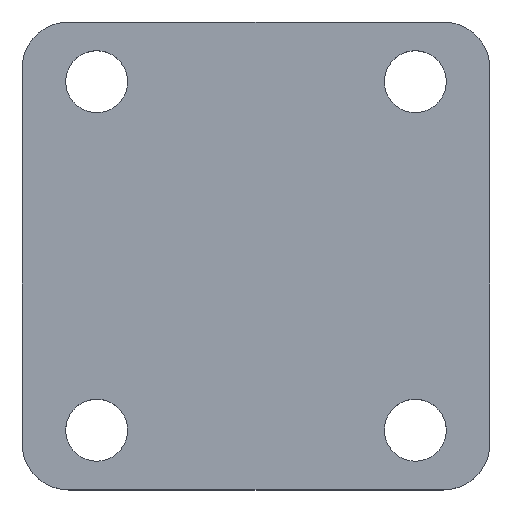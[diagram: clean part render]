
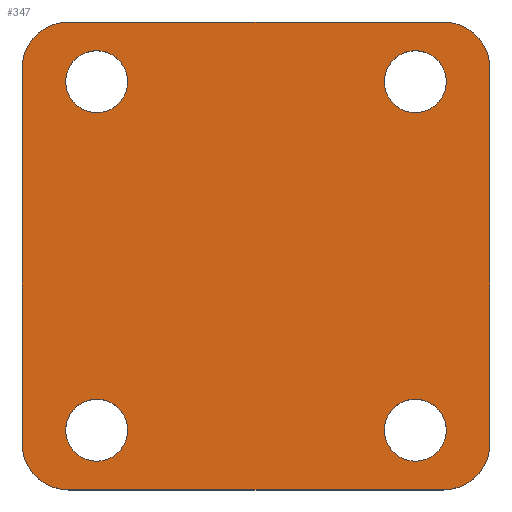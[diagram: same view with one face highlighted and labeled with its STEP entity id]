
A CAD part, top view. The second image highlights one B-rep face of the part: STEP entity #347.
In plain terms, the highlighted planar face has unit normal (0, 0, 1).
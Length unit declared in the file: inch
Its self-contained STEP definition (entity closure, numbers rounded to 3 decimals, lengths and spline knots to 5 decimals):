
#2 = CARTESIAN_POINT ( 'NONE',  ( -0.47638, -0.59449, 0.09843 ) ) ;
#14 = AXIS2_PLACEMENT_3D ( 'NONE', #382, #579, #635 ) ;
#25 = EDGE_CURVE ( 'NONE', #611, #637, #424, .T. ) ;
#30 = CARTESIAN_POINT ( 'NONE',  ( 0.47638, -0.59449, 0.09843 ) ) ;
#32 = LINE ( 'NONE', #195, #601 ) ;
#33 = CARTESIAN_POINT ( 'NONE',  ( 0.40492, -0.44291, 0.09843 ) ) ;
#35 = CIRCLE ( 'NONE', #566, 0.11811 ) ;
#44 = PLANE ( 'NONE',  #164 ) ;
#48 = CARTESIAN_POINT ( 'NONE',  ( -0.48366, 0.44291, 0.09843 ) ) ;
#51 = CARTESIAN_POINT ( 'NONE',  ( -0.40492, -0.44291, 0.09843 ) ) ;
#54 = CIRCLE ( 'NONE', #373, 0.07874 ) ;
#55 = VECTOR ( 'NONE', #546, 39.37008 ) ;
#62 = DIRECTION ( 'NONE',  ( 0., 0., 1. ) ) ;
#64 = FACE_OUTER_BOUND ( 'NONE', #494, .T. ) ;
#75 = EDGE_CURVE ( 'NONE', #536, #244, #289, .T. ) ;
#76 = VECTOR ( 'NONE', #466, 39.37008 ) ;
#77 = VERTEX_POINT ( 'NONE', #412 ) ;
#79 = CARTESIAN_POINT ( 'NONE',  ( -0.32618, 0.44291, 0.09843 ) ) ;
#96 = ORIENTED_EDGE ( 'NONE', *, *, #422, .F. ) ;
#98 = LINE ( 'NONE', #154, #76 ) ;
#105 = AXIS2_PLACEMENT_3D ( 'NONE', #484, #465, #605 ) ;
#106 = CARTESIAN_POINT ( 'NONE',  ( -0.59449, -0.59449, 0.09843 ) ) ;
#109 = CARTESIAN_POINT ( 'NONE',  ( 0.40492, -0.44291, 0.09843 ) ) ;
#110 = AXIS2_PLACEMENT_3D ( 'NONE', #51, #552, #500 ) ;
#111 = EDGE_CURVE ( 'NONE', #131, #448, #168, .T. ) ;
#118 = FACE_BOUND ( 'NONE', #571, .T. ) ;
#121 = DIRECTION ( 'NONE',  ( 1., 0., 0. ) ) ;
#122 = EDGE_LOOP ( 'NONE', ( #96, #569 ) ) ;
#124 = CIRCLE ( 'NONE', #393, 0.07874 ) ;
#131 = VERTEX_POINT ( 'NONE', #607 ) ;
#136 = CIRCLE ( 'NONE', #14, 0.07874 ) ;
#150 = VERTEX_POINT ( 'NONE', #506 ) ;
#151 = CARTESIAN_POINT ( 'NONE',  ( 0.48366, 0.44291, 0.09843 ) ) ;
#154 = CARTESIAN_POINT ( 'NONE',  ( 0.59449, -0.59449, 0.09843 ) ) ;
#161 = CARTESIAN_POINT ( 'NONE',  ( -0.48366, -0.44291, 0.09843 ) ) ;
#164 = AXIS2_PLACEMENT_3D ( 'NONE', #647, #305, #276 ) ;
#168 = CIRCLE ( 'NONE', #396, 0.07874 ) ;
#169 = DIRECTION ( 'NONE',  ( 0., 0., 1. ) ) ;
#193 = CARTESIAN_POINT ( 'NONE',  ( 0.48366, -0.44291, 0.09843 ) ) ;
#195 = CARTESIAN_POINT ( 'NONE',  ( -0.59449, 0.59449, 0.09843 ) ) ;
#196 = CIRCLE ( 'NONE', #588, 0.07874 ) ;
#200 = VERTEX_POINT ( 'NONE', #338 ) ;
#204 = DIRECTION ( 'NONE',  ( 0., 0., 1. ) ) ;
#208 = CARTESIAN_POINT ( 'NONE',  ( -0.47638, 0.59449, 0.09843 ) ) ;
#211 = CARTESIAN_POINT ( 'NONE',  ( 0.40492, 0.44291, 0.09843 ) ) ;
#217 = CIRCLE ( 'NONE', #474, 0.07874 ) ;
#220 = EDGE_CURVE ( 'NONE', #448, #131, #196, .T. ) ;
#227 = ORIENTED_EDGE ( 'NONE', *, *, #508, .F. ) ;
#229 = CARTESIAN_POINT ( 'NONE',  ( 0.40492, 0.44291, 0.09843 ) ) ;
#232 = EDGE_CURVE ( 'NONE', #77, #416, #342, .T. ) ;
#236 = ORIENTED_EDGE ( 'NONE', *, *, #111, .F. ) ;
#244 = VERTEX_POINT ( 'NONE', #161 ) ;
#245 = CARTESIAN_POINT ( 'NONE',  ( 0.59449, -0.47638, 0.09843 ) ) ;
#247 = VERTEX_POINT ( 'NONE', #392 ) ;
#248 = VERTEX_POINT ( 'NONE', #151 ) ;
#253 = LINE ( 'NONE', #440, #413 ) ;
#261 = FACE_BOUND ( 'NONE', #366, .T. ) ;
#263 = DIRECTION ( 'NONE',  ( 0., 0., 1. ) ) ;
#264 = DIRECTION ( 'NONE',  ( 0., 0., 1. ) ) ;
#266 = EDGE_CURVE ( 'NONE', #416, #611, #491, .T. ) ;
#276 = DIRECTION ( 'NONE',  ( -1., 0., 0. ) ) ;
#289 = CIRCLE ( 'NONE', #110, 0.07874 ) ;
#291 = ORIENTED_EDGE ( 'NONE', *, *, #630, .F. ) ;
#295 = ORIENTED_EDGE ( 'NONE', *, *, #430, .F. ) ;
#299 = ORIENTED_EDGE ( 'NONE', *, *, #620, .T. ) ;
#301 = DIRECTION ( 'NONE',  ( 1., 0., 0. ) ) ;
#302 = VERTEX_POINT ( 'NONE', #48 ) ;
#305 = DIRECTION ( 'NONE',  ( 0., 0., -1. ) ) ;
#311 = ORIENTED_EDGE ( 'NONE', *, *, #410, .T. ) ;
#315 = DIRECTION ( 'NONE',  ( 0., 0., 1. ) ) ;
#325 = FACE_BOUND ( 'NONE', #327, .T. ) ;
#327 = EDGE_LOOP ( 'NONE', ( #236, #543 ) ) ;
#331 = AXIS2_PLACEMENT_3D ( 'NONE', #398, #315, #358 ) ;
#334 = EDGE_CURVE ( 'NONE', #248, #629, #217, .T. ) ;
#338 = CARTESIAN_POINT ( 'NONE',  ( -0.59449, 0.47638, 0.09843 ) ) ;
#341 = EDGE_CURVE ( 'NONE', #637, #247, #98, .T. ) ;
#342 = CIRCLE ( 'NONE', #556, 0.11811 ) ;
#347 = ADVANCED_FACE ( 'NONE', ( #64, #118, #261, #325, #509 ), #44, .F. ) ;
#349 = VERTEX_POINT ( 'NONE', #208 ) ;
#354 = DIRECTION ( 'NONE',  ( 1., 0., 0. ) ) ;
#358 = DIRECTION ( 'NONE',  ( -1., 0., 0. ) ) ;
#364 = CARTESIAN_POINT ( 'NONE',  ( 0.47638, -0.47638, 0.09843 ) ) ;
#366 = EDGE_LOOP ( 'NONE', ( #295, #612 ) ) ;
#369 = CARTESIAN_POINT ( 'NONE',  ( -0.40492, -0.44291, 0.09843 ) ) ;
#373 = AXIS2_PLACEMENT_3D ( 'NONE', #369, #563, #121 ) ;
#377 = EDGE_CURVE ( 'NONE', #247, #150, #599, .T. ) ;
#382 = CARTESIAN_POINT ( 'NONE',  ( -0.40492, 0.44291, 0.09843 ) ) ;
#387 = AXIS2_PLACEMENT_3D ( 'NONE', #364, #169, #408 ) ;
#389 = DIRECTION ( 'NONE',  ( -1., 0., 0. ) ) ;
#392 = CARTESIAN_POINT ( 'NONE',  ( 0.59449, 0.47638, 0.09843 ) ) ;
#393 = AXIS2_PLACEMENT_3D ( 'NONE', #229, #62, #597 ) ;
#396 = AXIS2_PLACEMENT_3D ( 'NONE', #109, #264, #499 ) ;
#398 = CARTESIAN_POINT ( 'NONE',  ( 0.47638, 0.47638, 0.09843 ) ) ;
#401 = DIRECTION ( 'NONE',  ( -1., 0., 0. ) ) ;
#408 = DIRECTION ( 'NONE',  ( -1., 0., 0. ) ) ;
#410 = EDGE_CURVE ( 'NONE', #349, #200, #35, .T. ) ;
#412 = CARTESIAN_POINT ( 'NONE',  ( -0.59449, -0.47638, 0.09843 ) ) ;
#413 = VECTOR ( 'NONE', #428, 39.37008 ) ;
#414 = CARTESIAN_POINT ( 'NONE',  ( -0.47638, 0.47638, 0.09843 ) ) ;
#416 = VERTEX_POINT ( 'NONE', #2 ) ;
#418 = ORIENTED_EDGE ( 'NONE', *, *, #623, .T. ) ;
#422 = EDGE_CURVE ( 'NONE', #244, #536, #54, .T. ) ;
#424 = CIRCLE ( 'NONE', #387, 0.11811 ) ;
#428 = DIRECTION ( 'NONE',  ( 0., -1., 0. ) ) ;
#429 = DIRECTION ( 'NONE',  ( -1., 0., 0. ) ) ;
#430 = EDGE_CURVE ( 'NONE', #629, #248, #124, .T. ) ;
#437 = DIRECTION ( 'NONE',  ( 0., 0., 1. ) ) ;
#440 = CARTESIAN_POINT ( 'NONE',  ( -0.59449, -0.59449, 0.09843 ) ) ;
#448 = VERTEX_POINT ( 'NONE', #193 ) ;
#465 = DIRECTION ( 'NONE',  ( 0., 0., 1. ) ) ;
#466 = DIRECTION ( 'NONE',  ( 0., 1., 0. ) ) ;
#472 = ORIENTED_EDGE ( 'NONE', *, *, #377, .T. ) ;
#474 = AXIS2_PLACEMENT_3D ( 'NONE', #211, #592, #354 ) ;
#482 = CARTESIAN_POINT ( 'NONE',  ( -0.32618, -0.44291, 0.09843 ) ) ;
#484 = CARTESIAN_POINT ( 'NONE',  ( -0.40492, 0.44291, 0.09843 ) ) ;
#491 = LINE ( 'NONE', #106, #55 ) ;
#494 = EDGE_LOOP ( 'NONE', ( #418, #615, #532, #619, #545, #472, #299, #311 ) ) ;
#499 = DIRECTION ( 'NONE',  ( 1., 0., 0. ) ) ;
#500 = DIRECTION ( 'NONE',  ( 1., 0., 0. ) ) ;
#506 = CARTESIAN_POINT ( 'NONE',  ( 0.47638, 0.59449, 0.09843 ) ) ;
#508 = EDGE_CURVE ( 'NONE', #302, #584, #576, .T. ) ;
#509 = FACE_BOUND ( 'NONE', #122, .T. ) ;
#532 = ORIENTED_EDGE ( 'NONE', *, *, #266, .T. ) ;
#536 = VERTEX_POINT ( 'NONE', #482 ) ;
#543 = ORIENTED_EDGE ( 'NONE', *, *, #220, .F. ) ;
#545 = ORIENTED_EDGE ( 'NONE', *, *, #341, .T. ) ;
#546 = DIRECTION ( 'NONE',  ( 1., 0., 0. ) ) ;
#552 = DIRECTION ( 'NONE',  ( 0., 0., 1. ) ) ;
#556 = AXIS2_PLACEMENT_3D ( 'NONE', #633, #204, #429 ) ;
#563 = DIRECTION ( 'NONE',  ( 0., 0., 1. ) ) ;
#566 = AXIS2_PLACEMENT_3D ( 'NONE', #414, #263, #401 ) ;
#569 = ORIENTED_EDGE ( 'NONE', *, *, #75, .F. ) ;
#571 = EDGE_LOOP ( 'NONE', ( #227, #291 ) ) ;
#576 = CIRCLE ( 'NONE', #105, 0.07874 ) ;
#579 = DIRECTION ( 'NONE',  ( 0., 0., 1. ) ) ;
#584 = VERTEX_POINT ( 'NONE', #79 ) ;
#588 = AXIS2_PLACEMENT_3D ( 'NONE', #33, #437, #301 ) ;
#592 = DIRECTION ( 'NONE',  ( 0., 0., 1. ) ) ;
#597 = DIRECTION ( 'NONE',  ( 1., 0., 0. ) ) ;
#599 = CIRCLE ( 'NONE', #331, 0.11811 ) ;
#601 = VECTOR ( 'NONE', #389, 39.37008 ) ;
#605 = DIRECTION ( 'NONE',  ( 1., 0., 0. ) ) ;
#607 = CARTESIAN_POINT ( 'NONE',  ( 0.32618, -0.44291, 0.09843 ) ) ;
#611 = VERTEX_POINT ( 'NONE', #30 ) ;
#612 = ORIENTED_EDGE ( 'NONE', *, *, #334, .F. ) ;
#615 = ORIENTED_EDGE ( 'NONE', *, *, #232, .T. ) ;
#619 = ORIENTED_EDGE ( 'NONE', *, *, #25, .T. ) ;
#620 = EDGE_CURVE ( 'NONE', #150, #349, #32, .T. ) ;
#623 = EDGE_CURVE ( 'NONE', #200, #77, #253, .T. ) ;
#626 = CARTESIAN_POINT ( 'NONE',  ( 0.32618, 0.44291, 0.09843 ) ) ;
#629 = VERTEX_POINT ( 'NONE', #626 ) ;
#630 = EDGE_CURVE ( 'NONE', #584, #302, #136, .T. ) ;
#633 = CARTESIAN_POINT ( 'NONE',  ( -0.47638, -0.47638, 0.09843 ) ) ;
#635 = DIRECTION ( 'NONE',  ( 1., 0., 0. ) ) ;
#637 = VERTEX_POINT ( 'NONE', #245 ) ;
#647 = CARTESIAN_POINT ( 'NONE',  ( 0., 0., 0.09843 ) ) ;
